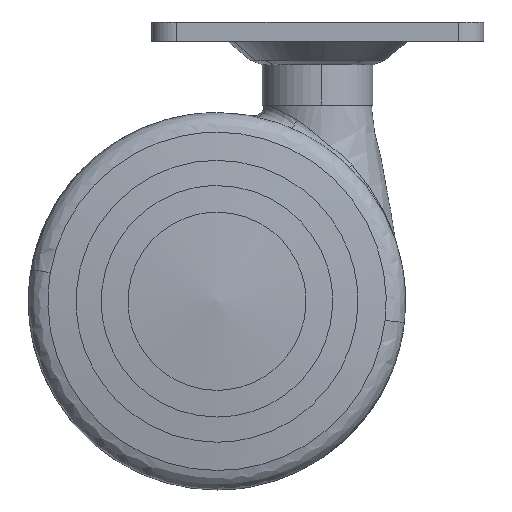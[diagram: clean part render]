
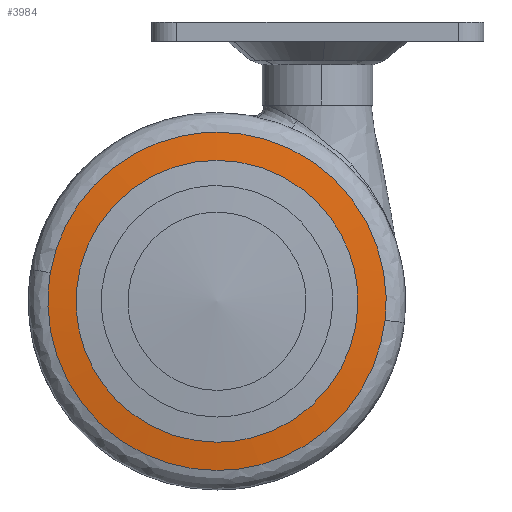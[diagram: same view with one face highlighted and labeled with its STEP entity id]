
A CAD part, front view. The second image highlights one B-rep face of the part: STEP entity #3984.
In plain terms, the highlighted free-form (B-spline) face has degree [2, 2] with [4, 4] control points.
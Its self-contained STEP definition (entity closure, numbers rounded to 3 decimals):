
#2554=CARTESIAN_POINT('',(27.804,-29.554,3.305));
#2555=VERTEX_POINT('',#2554);
#2556=CARTESIAN_POINT('',(0.0,-29.554,-28.0));
#2557=VERTEX_POINT('',#2556);
#2558=CARTESIAN_POINT('',(27.804,-29.554,3.305));
#2559=CARTESIAN_POINT('',(28.,-29.554,1.658));
#2560=CARTESIAN_POINT('',(28.0,-29.554,0.0));
#2561=CARTESIAN_POINT('',(28.,-29.554,-28.));
#2562=CARTESIAN_POINT('',(0.0,-29.554,-28.0));
#2570=(BOUNDED_CURVE()B_SPLINE_CURVE(2,(#2558,#2559,#2560,#2561,#2562),.UNSPECIFIED.,.F.,.U.)B_SPLINE_CURVE_WITH_KNOTS((3,2,3),(0.23,0.25,0.5),.UNSPECIFIED.)CURVE()GEOMETRIC_REPRESENTATION_ITEM()RATIONAL_B_SPLINE_CURVE((0.956,0.976,1.0,0.707,1.0))REPRESENTATION_ITEM(''));
#2571=EDGE_CURVE('',#2555,#2557,#2570,.T.);
#2612=CARTESIAN_POINT('',(-27.948,-29.554,-1.709));
#2613=VERTEX_POINT('',#2612);
#2619=CARTESIAN_POINT('',(0.0,-29.554,-28.0));
#2620=CARTESIAN_POINT('',(-26.34,-29.554,-28.0));
#2621=CARTESIAN_POINT('',(-27.948,-29.554,-1.709));
#2629=(BOUNDED_CURVE()B_SPLINE_CURVE(2,(#2619,#2620,#2621),.UNSPECIFIED.,.F.,.U.)B_SPLINE_CURVE_WITH_KNOTS((3,3),(0.5,0.739),.UNSPECIFIED.)CURVE()GEOMETRIC_REPRESENTATION_ITEM()RATIONAL_B_SPLINE_CURVE((1.0,0.72,0.976))REPRESENTATION_ITEM(''));
#2630=EDGE_CURVE('',#2557,#2613,#2629,.T.);
#2653=CARTESIAN_POINT('',(0.0,-29.554,28.0));
#2654=VERTEX_POINT('',#2653);
#2655=CARTESIAN_POINT('',(0.0,-29.554,28.0));
#2656=CARTESIAN_POINT('',(24.869,-29.554,28.));
#2657=CARTESIAN_POINT('',(27.804,-29.554,3.305));
#2665=(BOUNDED_CURVE()B_SPLINE_CURVE(2,(#2655,#2656,#2657),.UNSPECIFIED.,.F.,.U.)B_SPLINE_CURVE_WITH_KNOTS((3,3),(0.0,0.23),.UNSPECIFIED.)CURVE()GEOMETRIC_REPRESENTATION_ITEM()RATIONAL_B_SPLINE_CURVE((1.0,0.731,0.956))REPRESENTATION_ITEM(''));
#2666=EDGE_CURVE('',#2654,#2555,#2665,.T.);
#2668=CARTESIAN_POINT('',(-27.948,-29.554,-1.709));
#2669=CARTESIAN_POINT('',(-28.,-29.554,-0.855));
#2670=CARTESIAN_POINT('',(-28.0,-29.554,0.0));
#2671=CARTESIAN_POINT('',(-28.,-29.554,28.));
#2672=CARTESIAN_POINT('',(0.0,-29.554,28.0));
#2680=(BOUNDED_CURVE()B_SPLINE_CURVE(2,(#2668,#2669,#2670,#2671,#2672),.UNSPECIFIED.,.F.,.U.)B_SPLINE_CURVE_WITH_KNOTS((3,2,3),(0.739,0.75,1.0),.UNSPECIFIED.)CURVE()GEOMETRIC_REPRESENTATION_ITEM()RATIONAL_B_SPLINE_CURVE((0.976,0.988,1.0,0.707,1.0))REPRESENTATION_ITEM(''));
#2681=EDGE_CURVE('',#2613,#2654,#2680,.T.);
#3516=CARTESIAN_POINT('',(-33.119,-28.858,5.696));
#3517=VERTEX_POINT('',#3516);
#3531=CARTESIAN_POINT('',(0.0,-28.858,33.605));
#3532=VERTEX_POINT('',#3531);
#3533=CARTESIAN_POINT('',(-33.119,-28.858,5.696));
#3534=CARTESIAN_POINT('',(-28.319,-28.858,33.605));
#3535=CARTESIAN_POINT('',(0.0,-28.858,33.605));
#3543=(BOUNDED_CURVE()B_SPLINE_CURVE(2,(#3533,#3534,#3535),.UNSPECIFIED.,.F.,.U.)B_SPLINE_CURVE_WITH_KNOTS((3,3),(0.779,1.0),.UNSPECIFIED.)CURVE()GEOMETRIC_REPRESENTATION_ITEM()RATIONAL_B_SPLINE_CURVE((0.94,0.741,1.0))REPRESENTATION_ITEM(''));
#3544=EDGE_CURVE('',#3517,#3532,#3543,.T.);
#3546=CARTESIAN_POINT('',(33.39,-28.858,-3.793));
#3547=VERTEX_POINT('',#3546);
#3548=CARTESIAN_POINT('',(0.0,-28.858,33.605));
#3549=CARTESIAN_POINT('',(33.605,-28.858,33.605));
#3550=CARTESIAN_POINT('',(33.605,-28.858,0.0));
#3551=CARTESIAN_POINT('',(33.605,-28.858,-1.902));
#3552=CARTESIAN_POINT('',(33.39,-28.858,-3.793));
#3560=(BOUNDED_CURVE()B_SPLINE_CURVE(2,(#3548,#3549,#3550,#3551,#3552),.UNSPECIFIED.,.F.,.U.)B_SPLINE_CURVE_WITH_KNOTS((3,2,3),(0.0,0.25,0.27),.UNSPECIFIED.)CURVE()GEOMETRIC_REPRESENTATION_ITEM()RATIONAL_B_SPLINE_CURVE((1.0,0.707,1.0,0.977,0.958))REPRESENTATION_ITEM(''));
#3561=EDGE_CURVE('',#3532,#3547,#3560,.T.);
#3614=CARTESIAN_POINT('',(0.0,-28.858,-33.605));
#3615=VERTEX_POINT('',#3614);
#3616=CARTESIAN_POINT('',(33.39,-28.858,-3.793));
#3617=CARTESIAN_POINT('',(30.004,-28.858,-33.605));
#3618=CARTESIAN_POINT('',(0.0,-28.858,-33.605));
#3626=(BOUNDED_CURVE()B_SPLINE_CURVE(2,(#3616,#3617,#3618),.UNSPECIFIED.,.F.,.U.)B_SPLINE_CURVE_WITH_KNOTS((3,3),(0.27,0.5),.UNSPECIFIED.)CURVE()GEOMETRIC_REPRESENTATION_ITEM()RATIONAL_B_SPLINE_CURVE((0.958,0.73,1.0))REPRESENTATION_ITEM(''));
#3627=EDGE_CURVE('',#3547,#3615,#3626,.T.);
#3629=CARTESIAN_POINT('',(0.0,-28.858,-33.605));
#3630=CARTESIAN_POINT('',(-33.605,-28.858,-33.605));
#3631=CARTESIAN_POINT('',(-33.605,-28.858,0.0));
#3632=CARTESIAN_POINT('',(-33.605,-28.858,2.869));
#3633=CARTESIAN_POINT('',(-33.119,-28.858,5.696));
#3641=(BOUNDED_CURVE()B_SPLINE_CURVE(2,(#3629,#3630,#3631,#3632,#3633),.UNSPECIFIED.,.F.,.U.)B_SPLINE_CURVE_WITH_KNOTS((3,2,3),(0.5,0.75,0.779),.UNSPECIFIED.)CURVE()GEOMETRIC_REPRESENTATION_ITEM()RATIONAL_B_SPLINE_CURVE((1.0,0.707,1.0,0.966,0.94))REPRESENTATION_ITEM(''));
#3642=EDGE_CURVE('',#3615,#3517,#3641,.T.);
#3948=CARTESIAN_POINT('',(-36.725,-25.673,-36.725));
#3949=CARTESIAN_POINT('',(-18.463,-28.385,-36.927));
#3950=CARTESIAN_POINT('',(18.463,-28.385,-36.927));
#3951=CARTESIAN_POINT('',(36.725,-25.673,-36.725));
#3952=CARTESIAN_POINT('',(-36.927,-28.385,-18.463));
#3953=CARTESIAN_POINT('',(-18.565,-31.127,-18.565));
#3954=CARTESIAN_POINT('',(18.565,-31.127,-18.565));
#3955=CARTESIAN_POINT('',(36.927,-28.385,-18.463));
#3956=CARTESIAN_POINT('',(-36.927,-28.385,18.463));
#3957=CARTESIAN_POINT('',(-18.565,-31.127,18.565));
#3958=CARTESIAN_POINT('',(18.565,-31.127,18.565));
#3959=CARTESIAN_POINT('',(36.927,-28.385,18.463));
#3960=CARTESIAN_POINT('',(-36.725,-25.673,36.725));
#3961=CARTESIAN_POINT('',(-18.463,-28.385,36.927));
#3962=CARTESIAN_POINT('',(18.463,-28.385,36.927));
#3963=CARTESIAN_POINT('',(36.725,-25.673,36.725));
#3971=(BOUNDED_SURFACE()B_SPLINE_SURFACE(2,2,((#3948,#3952,#3956,#3960),(#3949,#3953,#3957,#3961),(#3950,#3954,#3958,#3962),(#3951,#3955,#3959,#3963)),.UNSPECIFIED.,.F.,.F.,.U.)B_SPLINE_SURFACE_WITH_KNOTS((3,1,3),(3,1,3),(77.772,113.912,150.052),(77.772,113.912,150.053),.UNSPECIFIED.)GEOMETRIC_REPRESENTATION_ITEM()RATIONAL_B_SPLINE_SURFACE(((1.011,1.006,1.006,1.011),(1.006,1.0,1.0,1.006),(1.006,1.0,1.0,1.006),(1.011,1.006,1.006,1.011)))REPRESENTATION_ITEM('')SURFACE());
#3972=ORIENTED_EDGE('',*,*,#3544,.F.);
#3973=ORIENTED_EDGE('',*,*,#3642,.F.);
#3974=ORIENTED_EDGE('',*,*,#3627,.F.);
#3975=ORIENTED_EDGE('',*,*,#3561,.F.);
#3976=EDGE_LOOP('',(#3972,#3973,#3974,#3975));
#3977=FACE_OUTER_BOUND('',#3976,.T.);
#3978=ORIENTED_EDGE('',*,*,#2630,.T.);
#3979=ORIENTED_EDGE('',*,*,#2681,.T.);
#3980=ORIENTED_EDGE('',*,*,#2666,.T.);
#3981=ORIENTED_EDGE('',*,*,#2571,.T.);
#3982=EDGE_LOOP('',(#3978,#3979,#3980,#3981));
#3983=FACE_BOUND('',#3982,.T.);
#3984=ADVANCED_FACE('',(#3977,#3983),#3971,.T.);
